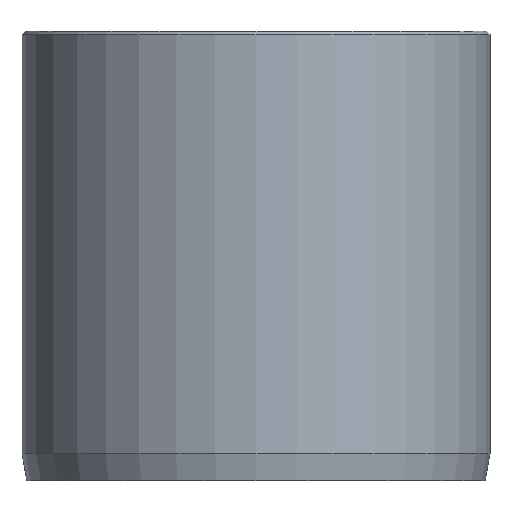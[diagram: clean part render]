
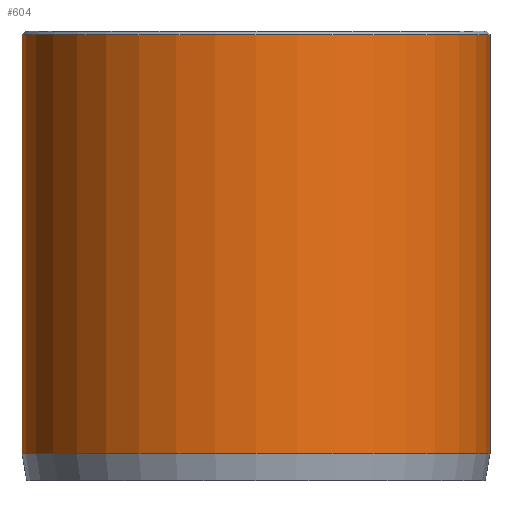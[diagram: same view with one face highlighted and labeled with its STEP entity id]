
A CAD part, front view. The second image highlights one B-rep face of the part: STEP entity #604.
In plain terms, the highlighted cylindrical face has radius 13 mm (diameter 26 mm), a partial arc.
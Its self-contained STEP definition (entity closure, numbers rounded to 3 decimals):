
#27 = CYLINDRICAL_SURFACE ( 'NONE', #1037, 13. ) ;
#39 = EDGE_LOOP ( 'NONE', ( #656, #356, #813, #1264 ) ) ;
#78 = EDGE_CURVE ( 'NONE', #459, #181, #321, .T. ) ;
#83 = LINE ( 'NONE', #1154, #1114 ) ;
#105 = VECTOR ( 'NONE', #448, 1000. ) ;
#144 = CARTESIAN_POINT ( 'NONE',  ( 0., 0., 24.8 ) ) ;
#157 = VERTEX_POINT ( 'NONE', #677 ) ;
#163 = CARTESIAN_POINT ( 'NONE',  ( 13., 0., 24.8 ) ) ;
#181 = VERTEX_POINT ( 'NONE', #577 ) ;
#182 = DIRECTION ( 'NONE',  ( 0., 0., -1. ) ) ;
#243 = DIRECTION ( 'NONE',  ( 0., 0., -1. ) ) ;
#267 = DIRECTION ( 'NONE',  ( 0., 0., -1. ) ) ;
#270 = EDGE_CURVE ( 'NONE', #459, #920, #364, .T. ) ;
#277 = EDGE_CURVE ( 'NONE', #157, #920, #1190, .T. ) ;
#321 = CIRCLE ( 'NONE', #1137, 13. ) ;
#356 = ORIENTED_EDGE ( 'NONE', *, *, #78, .T. ) ;
#364 = LINE ( 'NONE', #1225, #105 ) ;
#439 = DIRECTION ( 'NONE',  ( 1., 0., 0. ) ) ;
#448 = DIRECTION ( 'NONE',  ( 0., 0., -1. ) ) ;
#459 = VERTEX_POINT ( 'NONE', #163 ) ;
#488 = DIRECTION ( 'NONE',  ( -1., 0., 0. ) ) ;
#560 = EDGE_CURVE ( 'NONE', #181, #157, #83, .T. ) ;
#566 = FACE_OUTER_BOUND ( 'NONE', #39, .T. ) ;
#577 = CARTESIAN_POINT ( 'NONE',  ( -13., 0., 24.8 ) ) ;
#587 = AXIS2_PLACEMENT_3D ( 'NONE', #1017, #938, #932 ) ;
#604 = ADVANCED_FACE ( 'NONE', ( #566 ), #27, .T. ) ;
#656 = ORIENTED_EDGE ( 'NONE', *, *, #270, .F. ) ;
#677 = CARTESIAN_POINT ( 'NONE',  ( -13., 0., 1.5 ) ) ;
#813 = ORIENTED_EDGE ( 'NONE', *, *, #560, .T. ) ;
#920 = VERTEX_POINT ( 'NONE', #1120 ) ;
#932 = DIRECTION ( 'NONE',  ( 1., 0., 0. ) ) ;
#938 = DIRECTION ( 'NONE',  ( 0., 0., 1. ) ) ;
#1017 = CARTESIAN_POINT ( 'NONE',  ( 0., 0., 1.5 ) ) ;
#1037 = AXIS2_PLACEMENT_3D ( 'NONE', #1163, #182, #488 ) ;
#1114 = VECTOR ( 'NONE', #267, 1000. ) ;
#1120 = CARTESIAN_POINT ( 'NONE',  ( 13., 0., 1.5 ) ) ;
#1137 = AXIS2_PLACEMENT_3D ( 'NONE', #144, #243, #439 ) ;
#1154 = CARTESIAN_POINT ( 'NONE',  ( -13., 0., 25. ) ) ;
#1163 = CARTESIAN_POINT ( 'NONE',  ( 0., 0., 25. ) ) ;
#1190 = CIRCLE ( 'NONE', #587, 13. ) ;
#1225 = CARTESIAN_POINT ( 'NONE',  ( 13., 0., 25. ) ) ;
#1264 = ORIENTED_EDGE ( 'NONE', *, *, #277, .T. ) ;
